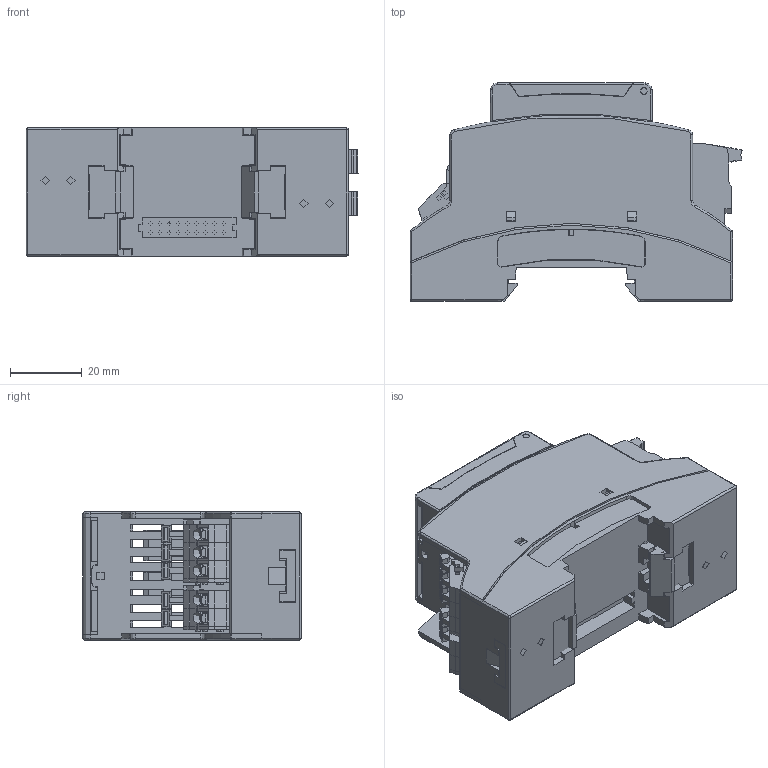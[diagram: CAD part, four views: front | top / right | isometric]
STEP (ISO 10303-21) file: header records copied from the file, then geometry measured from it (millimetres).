
FILE_DESCRIPTION(/* description */ (''),/* implementation_level */ '2;1');
FILE_NAME(/* name */ 'IsoBlock V-1c+Shield.stp',/* time_stamp */ '2019-04-22T23:34:00+03:00',/* author */ ('GG'),/* organization */ (''),/* preprocessor_version */ 'ST-DEVELOPER v16.13',/* originating_system */ 'Autodesk Inventor 2018',/* authorisation */ '');
FILE_SCHEMA (('AUTOMOTIVE_DESIGN { 1 0 10303 214 3 1 1 }'));
Products named in the file (33): IsoBlock V-1c+Shield; BC 2TE; 2896254; BC_35.6_GEH-UT_HBUS_H.Select; Fussriegel_14.4_L30_Sperr_H.Select.1; 2896047; BC_35.6_GEH-OT_U22_H.Select; BC_35.6_DKL_R_H.Select; STEP-691414720005B; Solid10; Solid11; Solid12; Solid13; 1792096 Red; PLH_5_1-7.5 - Red; STEP-691414720006B; Solid1_2; Solid3_2; Solid4_2; Solid7_2; Solid8_2; Solid6_2; Solid9_2; 1792096 Black; PLH_5_1-7.5; IsoBlock V-1c; Board_IsoBlock_V-1c; DF11-10DS-2DSA; DF11-10DS-2DSAÈª; c-1735446-3-c-3d; B8B-PHDSS; Shield 2; Shield 3
Assembly tree (44 placements, depth 4):
  IsoBlock V-1c+Shield
    BC 2TE
      2896254
        BC_35.6_GEH-UT_HBUS_H.Select
        Fussriegel_14.4_L30_Sperr_H.Select.1  x2
      2896047
        BC_35.6_GEH-OT_U22_H.Select
      BC_35.6_DKL_R_H.Select
    STEP-691414720005B
      Solid1_2
      Solid3_2
      Solid4_2
      Solid6_2
      Solid9_2
      Solid10  x2
      Solid11  x2
      Solid12  x2
      Solid13  x2
    1792096 Red
      PLH_5_1-7.5 - Red
    STEP-691414720006B
      Solid1_2
      Solid3_2
      Solid4_2
      Solid7_2
      Solid8_2
      Solid6_2  x2
      Solid9_2  x2
    1792096 Black
      PLH_5_1-7.5
    IsoBlock V-1c
      Board_IsoBlock_V-1c
    DF11-10DS-2DSA
      DF11-10DS-2DSAÈª
    c-1735446-3-c-3d
    B8B-PHDSS
    Shield 2
    Shield 3
Bounding box: 92.31 x 60.7 x 35.6 mm (x, y, z)
Volume: 49020.5 mm3; surface area: 70991 mm2
Topology: 35 solids, 35 shells, 3340 faces, 9246 edges, 6036 vertices
Faces by surface type: plane 2475, cylinder 760, torus 60, cone 19, bspline 18, sphere 8
Full cylindrical faces by diameter (mm): 0.305 x21, 0.356 x7, 0.406 x34, 0.457 x17, 0.775 x10, 0.787 x3, 0.813 x10, 1 x18, 1.067 x8, 1.118 x10, 1.2 x12, 1.25 x12, 1.4 x17, 1.6 x24, 1.829 x4, 2 x4, 2.4 x6, 2.5 x2, 4.2 x2
Entity records: 92596 total; most frequent: CARTESIAN_POINT 18692, ORIENTED_EDGE 14888, DIRECTION 14123, EDGE_CURVE 7444, LINE 6023, VECTOR 6023, VERTEX_POINT 4981, AXIS2_PLACEMENT_3D 4050
